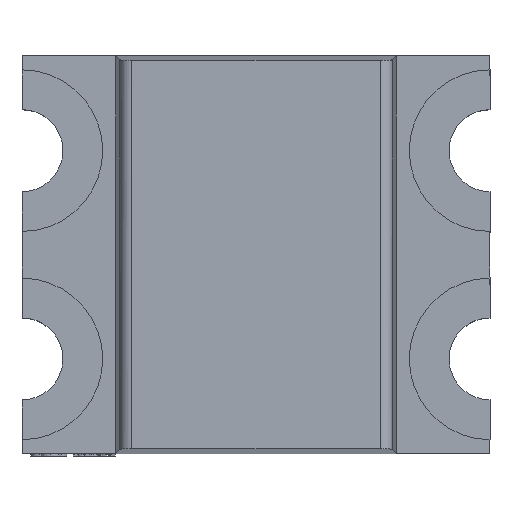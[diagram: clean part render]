
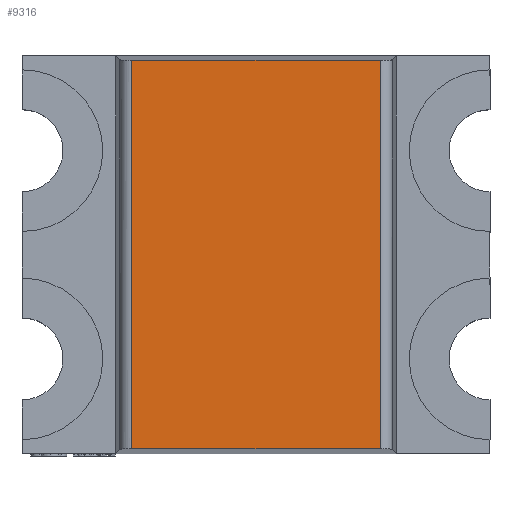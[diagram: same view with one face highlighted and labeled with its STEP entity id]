
A CAD part, top view. The second image highlights one B-rep face of the part: STEP entity #9316.
In plain terms, the highlighted planar face has unit normal (0, 0, 1).
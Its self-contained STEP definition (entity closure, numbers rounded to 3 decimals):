
#109 = DIRECTION ( 'NONE',  ( 1., 0., 0. ) ) ;
#191 = DIRECTION ( 'NONE',  ( 0., 0., 1. ) ) ;
#263 = LINE ( 'NONE', #9709, #1771 ) ;
#1115 = VERTEX_POINT ( 'NONE', #3647 ) ;
#1396 = EDGE_CURVE ( 'NONE', #10310, #12195, #4413, .T. ) ;
#1771 = VECTOR ( 'NONE', #4614, 1000. ) ;
#1775 = CARTESIAN_POINT ( 'NONE',  ( -0.532, 0.83, 0.85 ) ) ;
#2919 = EDGE_CURVE ( 'NONE', #12195, #1115, #263, .T. ) ;
#3647 = CARTESIAN_POINT ( 'NONE',  ( -0.532, -0.83, 0.85 ) ) ;
#4413 = LINE ( 'NONE', #7638, #12500 ) ;
#4570 = DIRECTION ( 'NONE',  ( -1., 0., 0. ) ) ;
#4614 = DIRECTION ( 'NONE',  ( 0., -1., 0. ) ) ;
#4920 = DIRECTION ( 'NONE',  ( 1., 0., 0. ) ) ;
#5318 = ORIENTED_EDGE ( 'NONE', *, *, #1396, .T. ) ;
#6071 = DIRECTION ( 'NONE',  ( 0., 1., 0. ) ) ;
#6551 = VERTEX_POINT ( 'NONE', #9794 ) ;
#7323 = EDGE_CURVE ( 'NONE', #6551, #10310, #12149, .T. ) ;
#7638 = CARTESIAN_POINT ( 'NONE',  ( 0.6, 0.83, 0.85 ) ) ;
#8757 = ORIENTED_EDGE ( 'NONE', *, *, #7323, .T. ) ;
#8862 = FACE_OUTER_BOUND ( 'NONE', #11354, .T. ) ;
#9316 = ADVANCED_FACE ( 'NONE', ( #8862 ), #13276, .T. ) ;
#9588 = ORIENTED_EDGE ( 'NONE', *, *, #13124, .T. ) ;
#9709 = CARTESIAN_POINT ( 'NONE',  ( -0.532, -0.83, 0.85 ) ) ;
#9794 = CARTESIAN_POINT ( 'NONE',  ( 0.532, -0.83, 0.85 ) ) ;
#9856 = CARTESIAN_POINT ( 'NONE',  ( 0., 0., 0.85 ) ) ;
#10310 = VERTEX_POINT ( 'NONE', #10533 ) ;
#10332 = ORIENTED_EDGE ( 'NONE', *, *, #2919, .T. ) ;
#10533 = CARTESIAN_POINT ( 'NONE',  ( 0.532, 0.83, 0.85 ) ) ;
#10742 = VECTOR ( 'NONE', #6071, 1000. ) ;
#11354 = EDGE_LOOP ( 'NONE', ( #9588, #8757, #5318, #10332 ) ) ;
#11400 = CARTESIAN_POINT ( 'NONE',  ( 0.6, -0.83, 0.85 ) ) ;
#12085 = VECTOR ( 'NONE', #4920, 1000. ) ;
#12149 = LINE ( 'NONE', #12525, #10742 ) ;
#12195 = VERTEX_POINT ( 'NONE', #1775 ) ;
#12485 = LINE ( 'NONE', #11400, #12085 ) ;
#12500 = VECTOR ( 'NONE', #4570, 1000. ) ;
#12525 = CARTESIAN_POINT ( 'NONE',  ( 0.532, 0.83, 0.85 ) ) ;
#13124 = EDGE_CURVE ( 'NONE', #1115, #6551, #12485, .T. ) ;
#13276 = PLANE ( 'NONE',  #13463 ) ;
#13463 = AXIS2_PLACEMENT_3D ( 'NONE', #9856, #191, #109 ) ;
